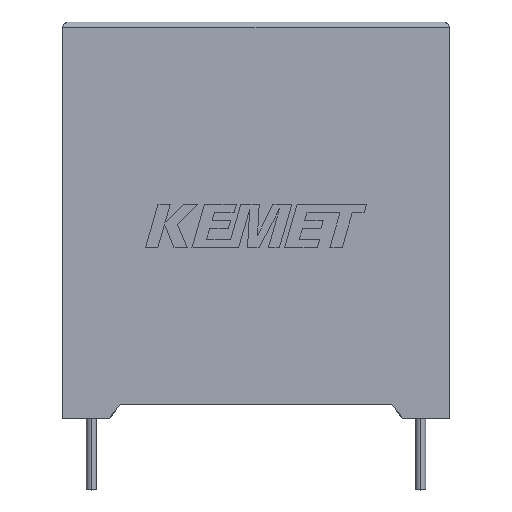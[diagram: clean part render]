
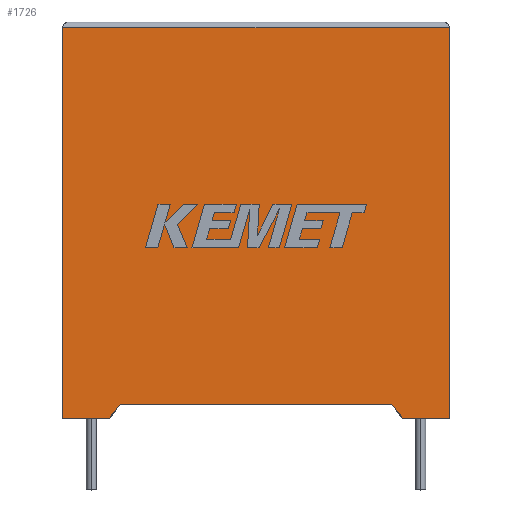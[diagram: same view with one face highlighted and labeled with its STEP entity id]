
A CAD part, top view. The second image highlights one B-rep face of the part: STEP entity #1726.
In plain terms, the highlighted planar face has unit normal (0, 0, 1).
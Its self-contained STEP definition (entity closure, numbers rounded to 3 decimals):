
#36 = DIRECTION ( 'NONE',  ( 0., 0., -1. ) ) ;
#68 = VERTEX_POINT ( 'NONE', #1413 ) ;
#189 = ORIENTED_EDGE ( 'NONE', *, *, #1784, .T. ) ;
#190 = CARTESIAN_POINT ( 'NONE',  ( 0., 0., 18.2 ) ) ;
#233 = DIRECTION ( 'NONE',  ( 1., 0., 0. ) ) ;
#314 = VERTEX_POINT ( 'NONE', #2149 ) ;
#315 = VECTOR ( 'NONE', #233, 1000. ) ;
#334 = PLANE ( 'NONE',  #2577 ) ;
#385 = VERTEX_POINT ( 'NONE', #1872 ) ;
#462 = VECTOR ( 'NONE', #583, 1000. ) ;
#487 = DIRECTION ( 'NONE',  ( 0., 1., 0. ) ) ;
#494 = CARTESIAN_POINT ( 'NONE',  ( 0., 0., 18.2 ) ) ;
#514 = DIRECTION ( 'NONE',  ( -1., 0., 0. ) ) ;
#518 = VERTEX_POINT ( 'NONE', #858 ) ;
#525 = ORIENTED_EDGE ( 'NONE', *, *, #1129, .T. ) ;
#545 = VERTEX_POINT ( 'NONE', #1091 ) ;
#549 = ORIENTED_EDGE ( 'NONE', *, *, #1916, .T. ) ;
#583 = DIRECTION ( 'NONE',  ( -1., 0., 0. ) ) ;
#619 = CARTESIAN_POINT ( 'NONE',  ( 0., 0., 18.2 ) ) ;
#626 = DIRECTION ( 'NONE',  ( 0.618, -0.786, 0. ) ) ;
#849 = EDGE_CURVE ( 'NONE', #2945, #518, #1556, .T. ) ;
#858 = CARTESIAN_POINT ( 'NONE',  ( 0., 0., 18.2 ) ) ;
#885 = ORIENTED_EDGE ( 'NONE', *, *, #1287, .F. ) ;
#980 = LINE ( 'NONE', #1682, #2043 ) ;
#1008 = ORIENTED_EDGE ( 'NONE', *, *, #1324, .T. ) ;
#1018 = FACE_OUTER_BOUND ( 'NONE', #2445, .T. ) ;
#1029 = ORIENTED_EDGE ( 'NONE', *, *, #1871, .T. ) ;
#1046 = DIRECTION ( 'NONE',  ( 1., 0., 0. ) ) ;
#1091 = CARTESIAN_POINT ( 'NONE',  ( 32.3, 0., 18.2 ) ) ;
#1095 = LINE ( 'NONE', #619, #2822 ) ;
#1117 = CARTESIAN_POINT ( 'NONE',  ( 28.4, 0., 18.2 ) ) ;
#1129 = EDGE_CURVE ( 'NONE', #1798, #68, #1319, .T. ) ;
#1215 = LINE ( 'NONE', #1881, #2280 ) ;
#1276 = CARTESIAN_POINT ( 'NONE',  ( 0., 32.6, 18.2 ) ) ;
#1287 = EDGE_CURVE ( 'NONE', #1798, #2784, #1645, .T. ) ;
#1289 = VECTOR ( 'NONE', #626, 1000. ) ;
#1319 = LINE ( 'NONE', #1117, #1289 ) ;
#1324 = EDGE_CURVE ( 'NONE', #518, #385, #1674, .T. ) ;
#1365 = DIRECTION ( 'NONE',  ( 0., -1., 0. ) ) ;
#1413 = CARTESIAN_POINT ( 'NONE',  ( 28.4, 0., 18.2 ) ) ;
#1556 = LINE ( 'NONE', #2978, #2080 ) ;
#1645 = LINE ( 'NONE', #2847, #2370 ) ;
#1674 = LINE ( 'NONE', #190, #315 ) ;
#1682 = CARTESIAN_POINT ( 'NONE',  ( 3.9, 0., 18.2 ) ) ;
#1726 = ADVANCED_FACE ( 'NONE', ( #1018 ), #334, .F. ) ;
#1784 = EDGE_CURVE ( 'NONE', #68, #545, #1095, .T. ) ;
#1798 = VERTEX_POINT ( 'NONE', #2025 ) ;
#1871 = EDGE_CURVE ( 'NONE', #545, #314, #1215, .T. ) ;
#1872 = CARTESIAN_POINT ( 'NONE',  ( 3.9, 0., 18.2 ) ) ;
#1875 = ORIENTED_EDGE ( 'NONE', *, *, #849, .T. ) ;
#1881 = CARTESIAN_POINT ( 'NONE',  ( 32.3, 0., 18.2 ) ) ;
#1916 = EDGE_CURVE ( 'NONE', #314, #2945, #1986, .T. ) ;
#1986 = LINE ( 'NONE', #2169, #462 ) ;
#2025 = CARTESIAN_POINT ( 'NONE',  ( 27.503, 1.141, 18.2 ) ) ;
#2043 = VECTOR ( 'NONE', #2806, 1000. ) ;
#2080 = VECTOR ( 'NONE', #1365, 1000. ) ;
#2149 = CARTESIAN_POINT ( 'NONE',  ( 32.3, 32.6, 18.2 ) ) ;
#2169 = CARTESIAN_POINT ( 'NONE',  ( 0., 32.6, 18.2 ) ) ;
#2280 = VECTOR ( 'NONE', #487, 1000. ) ;
#2301 = ORIENTED_EDGE ( 'NONE', *, *, #2418, .F. ) ;
#2370 = VECTOR ( 'NONE', #2832, 1000. ) ;
#2418 = EDGE_CURVE ( 'NONE', #2784, #385, #980, .T. ) ;
#2445 = EDGE_LOOP ( 'NONE', ( #1029, #549, #1875, #1008, #2301, #885, #525, #189 ) ) ;
#2577 = AXIS2_PLACEMENT_3D ( 'NONE', #494, #36, #514 ) ;
#2619 = CARTESIAN_POINT ( 'NONE',  ( 4.797, 1.141, 18.2 ) ) ;
#2784 = VERTEX_POINT ( 'NONE', #2619 ) ;
#2806 = DIRECTION ( 'NONE',  ( -0.618, -0.786, 0. ) ) ;
#2822 = VECTOR ( 'NONE', #1046, 1000. ) ;
#2832 = DIRECTION ( 'NONE',  ( -1., 0., 0. ) ) ;
#2847 = CARTESIAN_POINT ( 'NONE',  ( 16.15, 1.141, 18.2 ) ) ;
#2945 = VERTEX_POINT ( 'NONE', #1276 ) ;
#2978 = CARTESIAN_POINT ( 'NONE',  ( 0., 0., 18.2 ) ) ;
